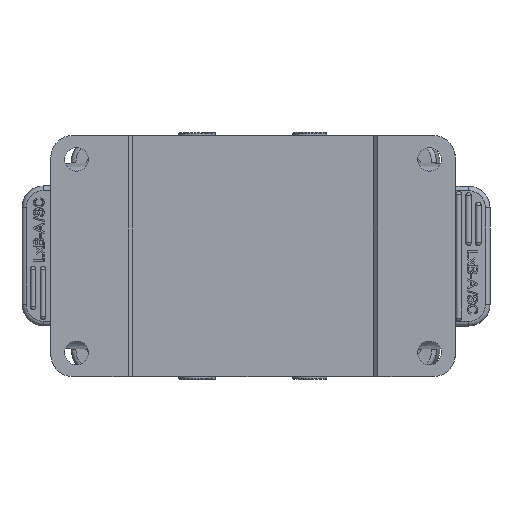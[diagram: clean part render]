
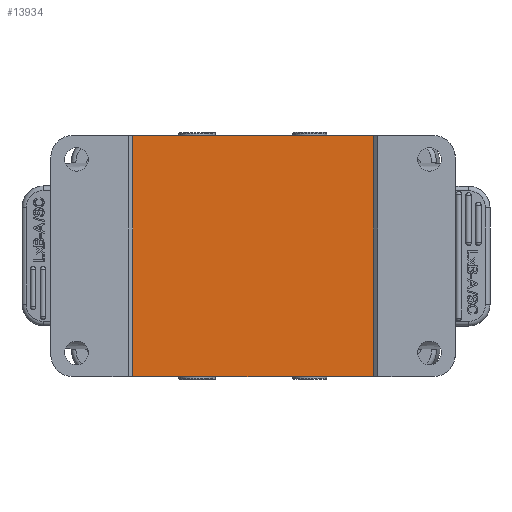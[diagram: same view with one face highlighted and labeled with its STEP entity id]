
A CAD part, front view. The second image highlights one B-rep face of the part: STEP entity #13934.
In plain terms, the highlighted planar face has unit normal (0, -1, 0).
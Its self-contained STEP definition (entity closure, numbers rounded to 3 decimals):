
#8913=PLANE('',#36154);
#10566=LINE('',#55286,#12460);
#10567=LINE('',#55288,#12461);
#10568=LINE('',#55291,#12462);
#10569=LINE('',#55292,#12463);
#12460=VECTOR('',#42160,1.);
#12461=VECTOR('',#42163,1.);
#12462=VECTOR('',#42164,1.);
#12463=VECTOR('',#42165,1.);
#13934=ADVANCED_FACE('',(#15769),#8913,.F.);
#15769=FACE_OUTER_BOUND('',#17323,.T.);
#17323=EDGE_LOOP('',(#24774,#24775,#24776,#24777));
#24774=ORIENTED_EDGE('',*,*,#32367,.F.);
#24775=ORIENTED_EDGE('',*,*,#32368,.F.);
#24776=ORIENTED_EDGE('',*,*,#32366,.T.);
#24777=ORIENTED_EDGE('',*,*,#32369,.F.);
#28732=VERTEX_POINT('',#55280);
#28735=VERTEX_POINT('',#55285);
#28736=VERTEX_POINT('',#55289);
#28737=VERTEX_POINT('',#55290);
#32366=EDGE_CURVE('',#28732,#28735,#10566,.T.);
#32367=EDGE_CURVE('',#28736,#28737,#10567,.T.);
#32368=EDGE_CURVE('',#28732,#28736,#10568,.T.);
#32369=EDGE_CURVE('',#28737,#28735,#10569,.T.);
#36154=AXIS2_PLACEMENT_3D('',#55293,#42166,#42167);
#42160=DIRECTION('',(0.,0.,-1.));
#42163=DIRECTION('',(0.,0.,-1.));
#42164=DIRECTION('',(1.,0.,0.));
#42165=DIRECTION('',(-1.,0.,0.));
#42166=DIRECTION('',(0.,1.,0.));
#42167=DIRECTION('',(0.,0.,1.));
#55280=CARTESIAN_POINT('',(18.986,-21.779,56.249));
#55285=CARTESIAN_POINT('',(18.986,-21.779,0.249));
#55286=CARTESIAN_POINT('',(18.986,-21.779,56.249));
#55288=CARTESIAN_POINT('',(74.986,-21.797,56.249));
#55289=CARTESIAN_POINT('',(74.986,-21.797,56.249));
#55290=CARTESIAN_POINT('',(74.986,-21.797,0.249));
#55291=CARTESIAN_POINT('',(18.986,-21.779,56.249));
#55292=CARTESIAN_POINT('',(74.986,-21.797,0.249));
#55293=CARTESIAN_POINT('',(46.986,-21.788,28.249));
